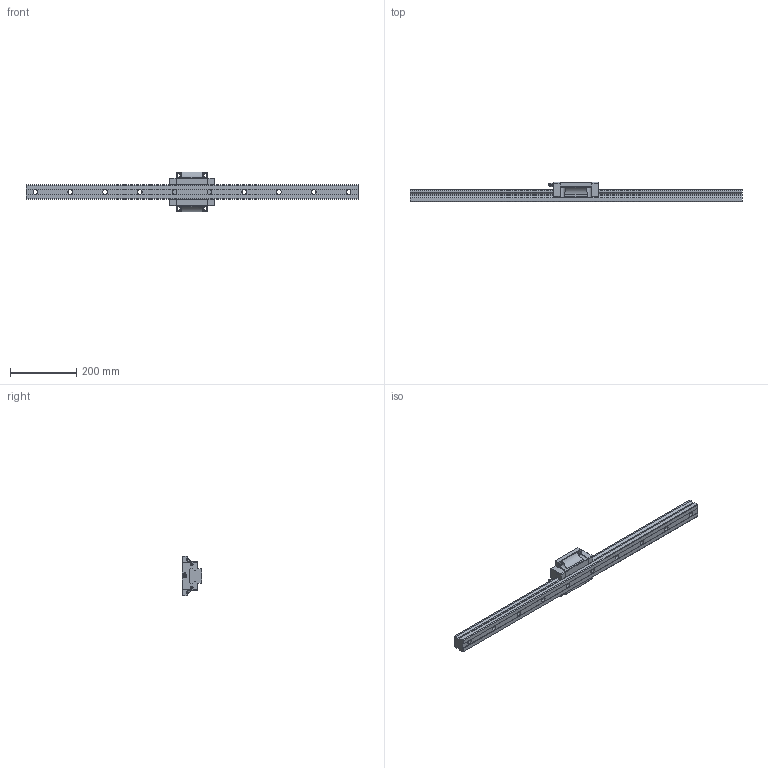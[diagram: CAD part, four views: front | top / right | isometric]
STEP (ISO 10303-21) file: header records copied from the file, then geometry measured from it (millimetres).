
FILE_DESCRIPTION(/* description */ ('GD45WA','CAx-IF Rec.Pracs.---Representation and Presentation of Product Manufacturing Information (PMI)---4.0---2014-10-13'),/* implementation_level */ '2;1');
FILE_NAME(/* name */ 'GD45WA.stp',/* time_stamp */ '2020-05-18T16:34:01+02:00',/* author */ ('marcw'),/* organization */ ('Almotion'),/* preprocessor_version */ 'ST-DEVELOPER v18.1',/* originating_system */ 'Autodesk Inventor 2020',/* authorisation */ ' ');
FILE_SCHEMA (('AP242_MANAGED_MODEL_BASED_3D_ENGINEERING_MIM_LF { 1 0 10303 442 1 1 4 }'));
Length unit declared in the file: millimetre
Products named in the file (3): GD45WA; Rail45; CarriageWA45
Assembly tree (2 placements, depth 2):
  GD45WA
    Rail45
    CarriageWA45
Bounding box: 1002 x 60 x 120 mm (x, y, z)
Volume: 1932671.4 mm3; surface area: 257052.8 mm2
Topology: 5 solids, 5 shells, 266 faces, 743 edges, 500 vertices
Faces by surface type: plane 166, cylinder 50, cone 46, torus 4
Full cylindrical faces by diameter (mm): 2 x1, 4.134 x4, 4.917 x2, 6 x2, 10 x1, 10.4 x4, 14 x10, 20 x10
Entity records: 9038 total; most frequent: CARTESIAN_POINT 1689, ORIENTED_EDGE 1474, DIRECTION 1459, EDGE_CURVE 737, VERTEX_POINT 500, AXIS2_PLACEMENT_3D 489, LINE 481, VECTOR 481
